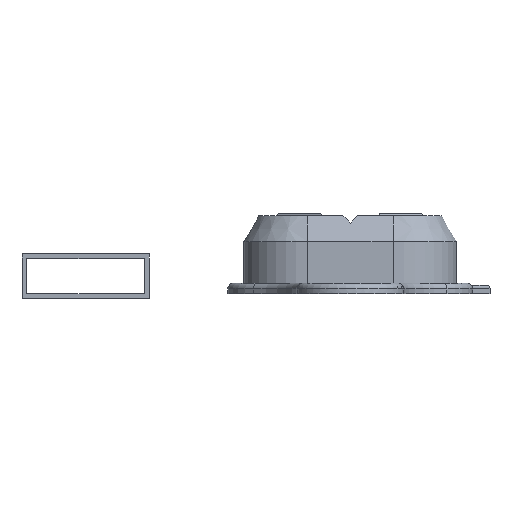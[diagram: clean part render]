
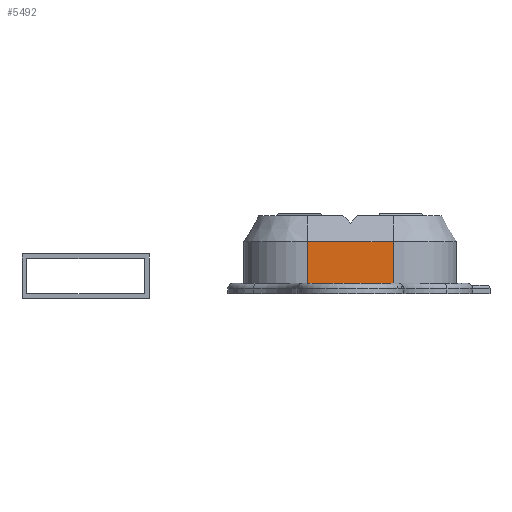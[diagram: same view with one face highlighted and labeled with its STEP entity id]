
A CAD part, front view. The second image highlights one B-rep face of the part: STEP entity #5492.
In plain terms, the highlighted planar face has unit normal (0, -1, 0).
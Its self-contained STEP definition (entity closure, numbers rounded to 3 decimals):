
#312=PLANE('',#5951);
#711=LINE('',#9514,#1316);
#767=LINE('',#9670,#1372);
#868=LINE('',#9876,#1473);
#872=LINE('',#9884,#1477);
#1316=VECTOR('',#6992,10.);
#1372=VECTOR('',#7120,10.);
#1473=VECTOR('',#7289,10.);
#1477=VECTOR('',#7297,10.);
#1798=FACE_OUTER_BOUND('',#2098,.T.);
#2098=EDGE_LOOP('',(#5081,#5082,#5083,#5084));
#2674=VERTEX_POINT('',#9512);
#2675=VERTEX_POINT('',#9513);
#2716=VERTEX_POINT('',#9668);
#2787=VERTEX_POINT('',#9875);
#3377=EDGE_CURVE('',#2674,#2675,#711,.T.);
#3445=EDGE_CURVE('',#2716,#2675,#767,.T.);
#3547=EDGE_CURVE('',#2674,#2787,#868,.T.);
#3552=EDGE_CURVE('',#2787,#2716,#872,.T.);
#5081=ORIENTED_EDGE('',*,*,#3547,.F.);
#5082=ORIENTED_EDGE('',*,*,#3377,.T.);
#5083=ORIENTED_EDGE('',*,*,#3445,.F.);
#5084=ORIENTED_EDGE('',*,*,#3552,.F.);
#5492=ADVANCED_FACE('',(#1798),#312,.T.);
#5951=AXIS2_PLACEMENT_3D('',#9950,#7342,#7343);
#6992=DIRECTION('',(0.,0.,1.));
#7120=DIRECTION('',(1.,0.,0.));
#7289=DIRECTION('',(-1.,0.,0.));
#7297=DIRECTION('',(0.,0.,1.));
#7342=DIRECTION('center_axis',(0.,-1.,0.));
#7343=DIRECTION('ref_axis',(1.,0.,0.));
#9512=CARTESIAN_POINT('',(7.3,-8.239,0.));
#9513=CARTESIAN_POINT('',(7.3,-8.239,8.4));
#9514=CARTESIAN_POINT('',(7.3,-8.239,0.));
#9668=CARTESIAN_POINT('',(-7.3,-8.239,8.4));
#9670=CARTESIAN_POINT('',(3.493,-8.239,8.4));
#9875=CARTESIAN_POINT('',(-7.3,-8.239,0.));
#9876=CARTESIAN_POINT('',(3.493,-8.239,0.));
#9884=CARTESIAN_POINT('',(-7.3,-8.239,0.));
#9950=CARTESIAN_POINT('Origin',(-7.3,-8.239,0.));
